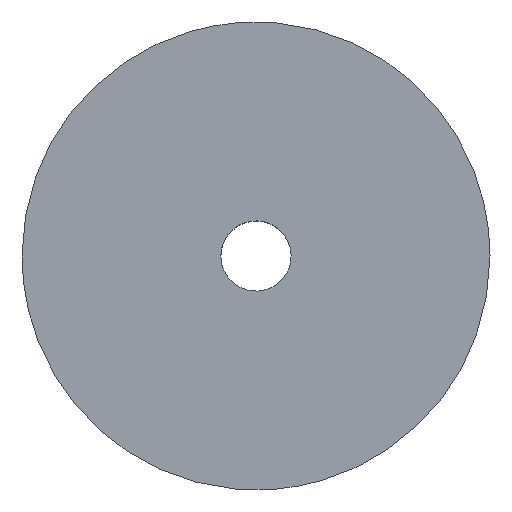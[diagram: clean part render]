
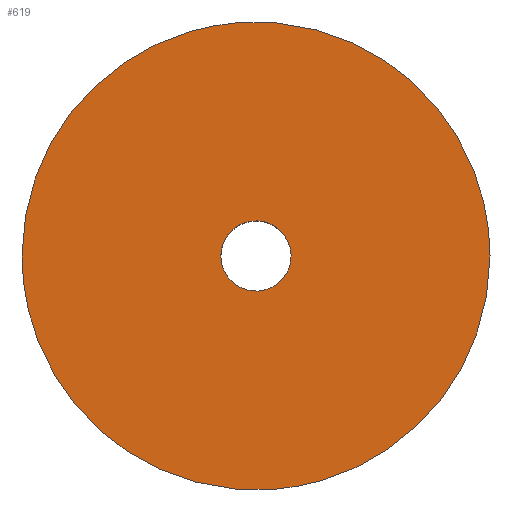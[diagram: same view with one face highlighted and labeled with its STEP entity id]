
A CAD part, top view. The second image highlights one B-rep face of the part: STEP entity #619.
In plain terms, the highlighted free-form (B-spline) face has degree [1, 1] with [2, 2] control points.
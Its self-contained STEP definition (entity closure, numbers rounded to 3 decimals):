
#66=CARTESIAN_POINT('',(-0.177,1.49,12.0));
#67=VERTEX_POINT('',#66);
#68=CARTESIAN_POINT('',(1.5,0.0,12.0));
#69=VERTEX_POINT('',#68);
#70=CARTESIAN_POINT('',(-0.177,1.49,12.));
#71=CARTESIAN_POINT('',(-0.089,1.5,12.0));
#72=CARTESIAN_POINT('',(0.0,1.5,12.0));
#73=CARTESIAN_POINT('',(1.5,1.5,12.0));
#74=CARTESIAN_POINT('',(1.5,0.0,12.0));
#82=(BOUNDED_CURVE()B_SPLINE_CURVE(2,(#70,#71,#72,#73,#74),.UNSPECIFIED.,.F.,.U.)B_SPLINE_CURVE_WITH_KNOTS((3,2,3),(0.23,0.25,0.5),.UNSPECIFIED.)CURVE()GEOMETRIC_REPRESENTATION_ITEM()RATIONAL_B_SPLINE_CURVE((0.956,0.976,1.0,0.707,1.0))REPRESENTATION_ITEM(''));
#83=EDGE_CURVE('',#67,#69,#82,.T.);
#124=CARTESIAN_POINT('',(0.092,-1.497,12.0));
#125=VERTEX_POINT('',#124);
#131=CARTESIAN_POINT('',(1.5,0.0,12.0));
#132=CARTESIAN_POINT('',(1.5,-1.411,12.0));
#133=CARTESIAN_POINT('',(0.092,-1.497,12.0));
#141=(BOUNDED_CURVE()B_SPLINE_CURVE(2,(#131,#132,#133),.UNSPECIFIED.,.F.,.U.)B_SPLINE_CURVE_WITH_KNOTS((3,3),(0.5,0.739),.UNSPECIFIED.)CURVE()GEOMETRIC_REPRESENTATION_ITEM()RATIONAL_B_SPLINE_CURVE((1.0,0.72,0.976))REPRESENTATION_ITEM(''));
#142=EDGE_CURVE('',#69,#125,#141,.T.);
#165=CARTESIAN_POINT('',(-1.5,0.0,12.0));
#166=VERTEX_POINT('',#165);
#167=CARTESIAN_POINT('',(-1.5,0.0,12.0));
#168=CARTESIAN_POINT('',(-1.5,1.332,12.0));
#169=CARTESIAN_POINT('',(-0.177,1.49,12.));
#177=(BOUNDED_CURVE()B_SPLINE_CURVE(2,(#167,#168,#169),.UNSPECIFIED.,.F.,.U.)B_SPLINE_CURVE_WITH_KNOTS((3,3),(0.0,0.23),.UNSPECIFIED.)CURVE()GEOMETRIC_REPRESENTATION_ITEM()RATIONAL_B_SPLINE_CURVE((1.0,0.731,0.956))REPRESENTATION_ITEM(''));
#178=EDGE_CURVE('',#166,#67,#177,.T.);
#180=CARTESIAN_POINT('',(0.092,-1.497,12.));
#181=CARTESIAN_POINT('',(0.046,-1.5,12.));
#182=CARTESIAN_POINT('',(0.0,-1.5,12.0));
#183=CARTESIAN_POINT('',(-1.5,-1.5,12.0));
#184=CARTESIAN_POINT('',(-1.5,0.0,12.0));
#192=(BOUNDED_CURVE()B_SPLINE_CURVE(2,(#180,#181,#182,#183,#184),.UNSPECIFIED.,.F.,.U.)B_SPLINE_CURVE_WITH_KNOTS((3,2,3),(0.739,0.75,1.0),.UNSPECIFIED.)CURVE()GEOMETRIC_REPRESENTATION_ITEM()RATIONAL_B_SPLINE_CURVE((0.976,0.988,1.0,0.707,1.0))REPRESENTATION_ITEM(''));
#193=EDGE_CURVE('',#125,#166,#192,.T.);
#248=CARTESIAN_POINT('',(-10.0,0.0,12.0));
#249=VERTEX_POINT('',#248);
#250=CARTESIAN_POINT('',(-0.785,9.969,12.));
#251=VERTEX_POINT('',#250);
#252=CARTESIAN_POINT('',(-10.0,0.0,12.0));
#253=CARTESIAN_POINT('',(-10.,9.244,12.));
#254=CARTESIAN_POINT('',(-0.785,9.969,12.));
#262=(BOUNDED_CURVE()B_SPLINE_CURVE(2,(#252,#253,#254),.UNSPECIFIED.,.F.,.U.)B_SPLINE_CURVE_WITH_KNOTS((3,3),(0.0,0.236),.UNSPECIFIED.)CURVE()GEOMETRIC_REPRESENTATION_ITEM()RATIONAL_B_SPLINE_CURVE((1.0,0.723,0.97))REPRESENTATION_ITEM(''));
#263=EDGE_CURVE('',#249,#251,#262,.T.);
#304=CARTESIAN_POINT('',(0.785,-9.969,12.));
#305=VERTEX_POINT('',#304);
#311=CARTESIAN_POINT('',(0.785,-9.969,12.));
#312=CARTESIAN_POINT('',(0.393,-10.,12.));
#313=CARTESIAN_POINT('',(0.,-10.,12.));
#314=CARTESIAN_POINT('',(-10.,-10.,12.));
#315=CARTESIAN_POINT('',(-10.0,0.0,12.0));
#323=(BOUNDED_CURVE()B_SPLINE_CURVE(2,(#311,#312,#313,#314,#315),.UNSPECIFIED.,.F.,.U.)B_SPLINE_CURVE_WITH_KNOTS((3,2,3),(0.736,0.75,1.0),.UNSPECIFIED.)CURVE()GEOMETRIC_REPRESENTATION_ITEM()RATIONAL_B_SPLINE_CURVE((0.97,0.984,1.0,0.707,1.0))REPRESENTATION_ITEM(''));
#324=EDGE_CURVE('',#305,#249,#323,.T.);
#347=CARTESIAN_POINT('',(10.0,0.0,12.0));
#348=VERTEX_POINT('',#347);
#349=CARTESIAN_POINT('',(-0.785,9.969,12.));
#350=CARTESIAN_POINT('',(-0.393,10.,12.));
#351=CARTESIAN_POINT('',(0.,10.,12.));
#352=CARTESIAN_POINT('',(10.,10.,12.));
#353=CARTESIAN_POINT('',(10.0,0.0,12.0));
#361=(BOUNDED_CURVE()B_SPLINE_CURVE(2,(#349,#350,#351,#352,#353),.UNSPECIFIED.,.F.,.U.)B_SPLINE_CURVE_WITH_KNOTS((3,2,3),(0.236,0.25,0.5),.UNSPECIFIED.)CURVE()GEOMETRIC_REPRESENTATION_ITEM()RATIONAL_B_SPLINE_CURVE((0.97,0.984,1.0,0.707,1.0))REPRESENTATION_ITEM(''));
#362=EDGE_CURVE('',#251,#348,#361,.T.);
#364=CARTESIAN_POINT('',(10.0,0.0,12.0));
#365=CARTESIAN_POINT('',(10.,-9.244,12.));
#366=CARTESIAN_POINT('',(0.785,-9.969,12.));
#374=(BOUNDED_CURVE()B_SPLINE_CURVE(2,(#364,#365,#366),.UNSPECIFIED.,.F.,.U.)B_SPLINE_CURVE_WITH_KNOTS((3,3),(0.5,0.736),.UNSPECIFIED.)CURVE()GEOMETRIC_REPRESENTATION_ITEM()RATIONAL_B_SPLINE_CURVE((1.0,0.723,0.97))REPRESENTATION_ITEM(''));
#375=EDGE_CURVE('',#348,#305,#374,.T.);
#602=CARTESIAN_POINT('',(-10.999,-10.996,12.0));
#603=CARTESIAN_POINT('',(10.999,-10.996,12.0));
#604=CARTESIAN_POINT('',(-10.999,10.996,12.0));
#605=CARTESIAN_POINT('',(10.999,10.996,12.0));
#606=B_SPLINE_SURFACE_WITH_KNOTS('',1,1,((#602,#604),(#603,#605)),.UNSPECIFIED.,.F.,.F.,.U.,(2,2),(2,2),(0.0,21.998),(0.0,21.992),.UNSPECIFIED.);
#607=ORIENTED_EDGE('',*,*,#324,.F.);
#608=ORIENTED_EDGE('',*,*,#375,.F.);
#609=ORIENTED_EDGE('',*,*,#362,.F.);
#610=ORIENTED_EDGE('',*,*,#263,.F.);
#611=EDGE_LOOP('',(#607,#608,#609,#610));
#612=FACE_OUTER_BOUND('',#611,.T.);
#613=ORIENTED_EDGE('',*,*,#142,.T.);
#614=ORIENTED_EDGE('',*,*,#193,.T.);
#615=ORIENTED_EDGE('',*,*,#178,.T.);
#616=ORIENTED_EDGE('',*,*,#83,.T.);
#617=EDGE_LOOP('',(#613,#614,#615,#616));
#618=FACE_BOUND('',#617,.T.);
#619=ADVANCED_FACE('',(#612,#618),#606,.T.);
